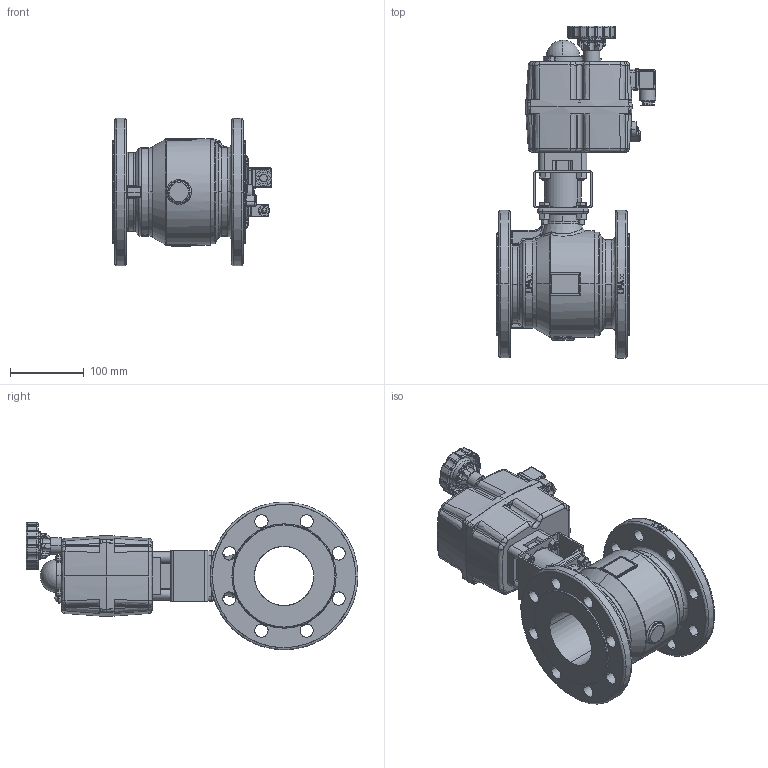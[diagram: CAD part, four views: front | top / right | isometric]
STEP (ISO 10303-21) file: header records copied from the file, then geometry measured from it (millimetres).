
FILE_DESCRIPTION (( 'STEP AP214' ), '1' );
FILE_NAME ('EK04-DN80_(EK04000010).STEP', '2022-08-30T07:43:02', ( '' ), ( '' ), 'SwSTEP 2.0', 'SolidWorks 2021', '' );
FILE_SCHEMA (( 'AUTOMOTIVE_DESIGN' ));
Length unit declared in the file: metre
Products named in the file (1): EK04-DN80_(EK04000010)
Bounding box: 215.3 x 449 x 200 mm (x, y, z)
Surface area: 410256 mm2 (no closed solid volume)
Topology: 0 solids, 495 shells, 1732 faces, 6759 edges, 5391 vertices
Faces by surface type: cylinder 588, plane 478, torus 283, bspline 236, cone 134, sphere 13
Entity records: 133900 total; most frequent: CARTESIAN_POINT 61646, DIRECTION 10737, ORIENTED_EDGE 9268, EDGE_CURVE 6714, VERTEX_POINT 5390, AXIS2_PLACEMENT_3D 4134, CIRCLE 2637, LINE 2469
